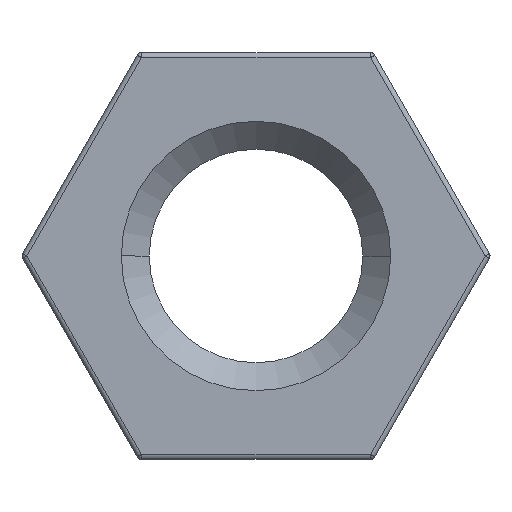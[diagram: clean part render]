
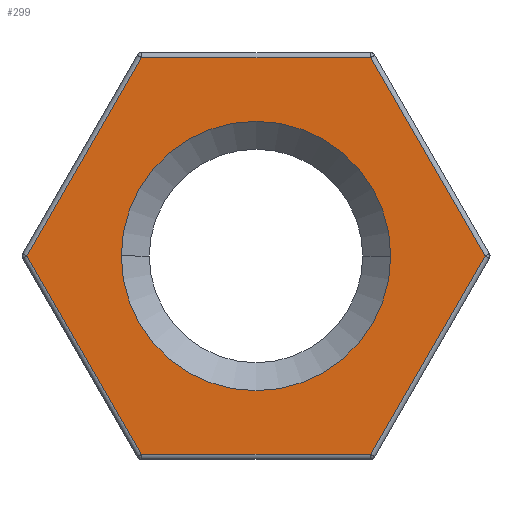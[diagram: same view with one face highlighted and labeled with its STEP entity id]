
A CAD part, left-side view. The second image highlights one B-rep face of the part: STEP entity #299.
In plain terms, the highlighted planar face has unit normal (-1, 0, 0).
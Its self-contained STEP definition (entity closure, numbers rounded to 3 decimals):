
#7 = DIRECTION ( 'NONE',  ( 1., 0., 0. ) ) ;
#8 = PLANE ( 'NONE',  #472 ) ;
#15 = CARTESIAN_POINT ( 'NONE',  ( 0., 3.377, 1.95 ) ) ;
#20 = DIRECTION ( 'NONE',  ( 0., 1., 0. ) ) ;
#27 = DIRECTION ( 'NONE',  ( 1., 0., 0. ) ) ;
#31 = CARTESIAN_POINT ( 'NONE',  ( 0., 0., 0. ) ) ;
#37 = CARTESIAN_POINT ( 'NONE',  ( 0., 0., 0. ) ) ;
#41 = LINE ( 'NONE', #713, #270 ) ;
#59 = DIRECTION ( 'NONE',  ( 0., 0.5, -0.866 ) ) ;
#93 = CARTESIAN_POINT ( 'NONE',  ( 0., 4.503, 0. ) ) ;
#122 = CARTESIAN_POINT ( 'NONE',  ( 0., -2.252, 3.9 ) ) ;
#125 = VECTOR ( 'NONE', #59, 1000. ) ;
#140 = LINE ( 'NONE', #15, #125 ) ;
#143 = FACE_OUTER_BOUND ( 'NONE', #717, .T. ) ;
#162 = CIRCLE ( 'NONE', #1254, 2.65 ) ;
#163 = FACE_BOUND ( 'NONE', #603, .T. ) ;
#175 = VECTOR ( 'NONE', #205, 1000. ) ;
#185 = LINE ( 'NONE', #250, #175 ) ;
#193 = VECTOR ( 'NONE', #264, 1000. ) ;
#202 = LINE ( 'NONE', #274, #193 ) ;
#205 = DIRECTION ( 'NONE',  ( 0., -0.5, 0.866 ) ) ;
#207 = EDGE_CURVE ( 'NONE', #1046, #835, #41, .T. ) ;
#208 = EDGE_CURVE ( 'NONE', #994, #1012, #308, .T. ) ;
#214 = EDGE_CURVE ( 'NONE', #739, #749, #260, .T. ) ;
#226 = VECTOR ( 'NONE', #625, 1000. ) ;
#230 = LINE ( 'NONE', #630, #226 ) ;
#236 = EDGE_CURVE ( 'NONE', #572, #1046, #230, .T. ) ;
#250 = CARTESIAN_POINT ( 'NONE',  ( 0., -3.377, -1.95 ) ) ;
#252 = VECTOR ( 'NONE', #665, 1000. ) ;
#260 = LINE ( 'NONE', #675, #252 ) ;
#264 = DIRECTION ( 'NONE',  ( 0., 0.5, 0.866 ) ) ;
#270 = VECTOR ( 'NONE', #705, 1000. ) ;
#272 = EDGE_CURVE ( 'NONE', #1016, #739, #202, .T. ) ;
#274 = CARTESIAN_POINT ( 'NONE',  ( 0., -3.377, 1.95 ) ) ;
#279 = EDGE_CURVE ( 'NONE', #835, #1016, #185, .T. ) ;
#294 = EDGE_CURVE ( 'NONE', #1012, #994, #162, .T. ) ;
#299 = ADVANCED_FACE ( 'NONE', ( #143, #163 ), #8, .F. ) ;
#304 = EDGE_CURVE ( 'NONE', #749, #572, #140, .T. ) ;
#308 = CIRCLE ( 'NONE', #420, 2.65 ) ;
#420 = AXIS2_PLACEMENT_3D ( 'NONE', #692, #687, #684 ) ;
#472 = AXIS2_PLACEMENT_3D ( 'NONE', #37, #7, #877 ) ;
#479 = ORIENTED_EDGE ( 'NONE', *, *, #207, .T. ) ;
#570 = ORIENTED_EDGE ( 'NONE', *, *, #208, .T. ) ;
#572 = VERTEX_POINT ( 'NONE', #93 ) ;
#603 = EDGE_LOOP ( 'NONE', ( #759, #570 ) ) ;
#625 = DIRECTION ( 'NONE',  ( 0., -0.5, -0.866 ) ) ;
#630 = CARTESIAN_POINT ( 'NONE',  ( 0., 3.377, -1.95 ) ) ;
#662 = ORIENTED_EDGE ( 'NONE', *, *, #272, .T. ) ;
#665 = DIRECTION ( 'NONE',  ( 0., 1., 0. ) ) ;
#675 = CARTESIAN_POINT ( 'NONE',  ( 0., 0., 3.9 ) ) ;
#684 = DIRECTION ( 'NONE',  ( 0., 1., 0. ) ) ;
#687 = DIRECTION ( 'NONE',  ( 1., 0., 0. ) ) ;
#692 = CARTESIAN_POINT ( 'NONE',  ( 0., 0., 0. ) ) ;
#705 = DIRECTION ( 'NONE',  ( 0., -1., 0. ) ) ;
#713 = CARTESIAN_POINT ( 'NONE',  ( 0., 0., -3.9 ) ) ;
#717 = EDGE_LOOP ( 'NONE', ( #662, #1015, #878, #719, #479, #907 ) ) ;
#719 = ORIENTED_EDGE ( 'NONE', *, *, #236, .T. ) ;
#739 = VERTEX_POINT ( 'NONE', #122 ) ;
#749 = VERTEX_POINT ( 'NONE', #1032 ) ;
#759 = ORIENTED_EDGE ( 'NONE', *, *, #294, .T. ) ;
#835 = VERTEX_POINT ( 'NONE', #935 ) ;
#877 = DIRECTION ( 'NONE',  ( 0., 1., 0. ) ) ;
#878 = ORIENTED_EDGE ( 'NONE', *, *, #304, .T. ) ;
#907 = ORIENTED_EDGE ( 'NONE', *, *, #279, .T. ) ;
#935 = CARTESIAN_POINT ( 'NONE',  ( 0., -2.252, -3.9 ) ) ;
#945 = CARTESIAN_POINT ( 'NONE',  ( 0., -4.503, 0. ) ) ;
#994 = VERTEX_POINT ( 'NONE', #1137 ) ;
#1012 = VERTEX_POINT ( 'NONE', #1180 ) ;
#1015 = ORIENTED_EDGE ( 'NONE', *, *, #214, .T. ) ;
#1016 = VERTEX_POINT ( 'NONE', #945 ) ;
#1032 = CARTESIAN_POINT ( 'NONE',  ( 0., 2.252, 3.9 ) ) ;
#1046 = VERTEX_POINT ( 'NONE', #1228 ) ;
#1137 = CARTESIAN_POINT ( 'NONE',  ( 0., -2.65, 0. ) ) ;
#1180 = CARTESIAN_POINT ( 'NONE',  ( 0., 2.65, 0. ) ) ;
#1228 = CARTESIAN_POINT ( 'NONE',  ( 0., 2.252, -3.9 ) ) ;
#1254 = AXIS2_PLACEMENT_3D ( 'NONE', #31, #27, #20 ) ;
